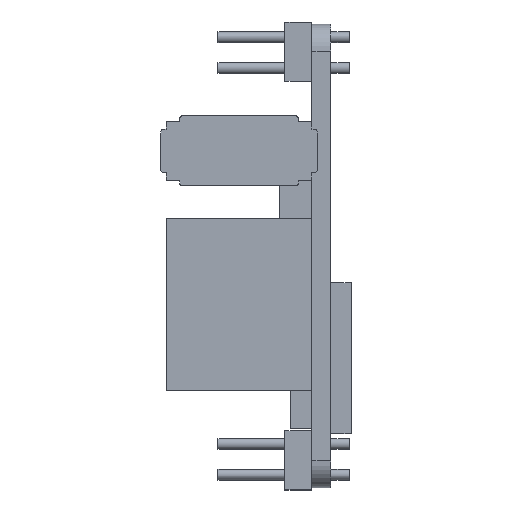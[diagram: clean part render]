
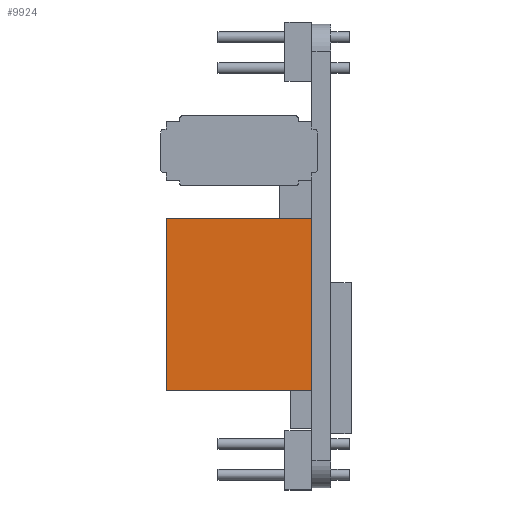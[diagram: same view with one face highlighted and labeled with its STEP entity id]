
A CAD part, left-side view. The second image highlights one B-rep face of the part: STEP entity #9924.
In plain terms, the highlighted planar face has unit normal (-1, 0, 0).
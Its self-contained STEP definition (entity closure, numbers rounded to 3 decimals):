
#168 = CARTESIAN_POINT ( 'NONE',  ( -4.5, 1.75, -18. ) ) ;
#1128 = CARTESIAN_POINT ( 'NONE',  ( -4.5, 15.25, -34. ) ) ;
#2401 = DIRECTION ( 'NONE',  ( 0., 0., 1. ) ) ;
#3865 = ORIENTED_EDGE ( 'NONE', *, *, #9188, .F. ) ;
#4341 = CARTESIAN_POINT ( 'NONE',  ( -4.5, 15.25, -18. ) ) ;
#4449 = ORIENTED_EDGE ( 'NONE', *, *, #9595, .T. ) ;
#4751 = LINE ( 'NONE', #8852, #13802 ) ;
#5148 = VERTEX_POINT ( 'NONE', #1128 ) ;
#5765 = LINE ( 'NONE', #15579, #14705 ) ;
#6287 = LINE ( 'NONE', #11947, #7750 ) ;
#6307 = DIRECTION ( 'NONE',  ( 1., 0., 0. ) ) ;
#6495 = DIRECTION ( 'NONE',  ( 0., 0., -1. ) ) ;
#6566 = CARTESIAN_POINT ( 'NONE',  ( -4.5, 1.75, -34. ) ) ;
#7093 = AXIS2_PLACEMENT_3D ( 'NONE', #11871, #6307, #6495 ) ;
#7428 = VERTEX_POINT ( 'NONE', #7661 ) ;
#7661 = CARTESIAN_POINT ( 'NONE',  ( -4.5, 1.75, -34. ) ) ;
#7750 = VECTOR ( 'NONE', #17560, 1000. ) ;
#8562 = DIRECTION ( 'NONE',  ( 0., 0., 1. ) ) ;
#8852 = CARTESIAN_POINT ( 'NONE',  ( -4.5, 15.25, -18. ) ) ;
#9146 = VECTOR ( 'NONE', #2401, 1000. ) ;
#9188 = EDGE_CURVE ( 'NONE', #5148, #13176, #5765, .T. ) ;
#9595 = EDGE_CURVE ( 'NONE', #7428, #14016, #15082, .T. ) ;
#9645 = ORIENTED_EDGE ( 'NONE', *, *, #15126, .F. ) ;
#9924 = ADVANCED_FACE ( 'NONE', ( #10493 ), #10676, .F. ) ;
#10417 = EDGE_LOOP ( 'NONE', ( #4449, #9645, #3865, #11331 ) ) ;
#10493 = FACE_OUTER_BOUND ( 'NONE', #10417, .T. ) ;
#10676 = PLANE ( 'NONE',  #7093 ) ;
#11331 = ORIENTED_EDGE ( 'NONE', *, *, #11420, .T. ) ;
#11420 = EDGE_CURVE ( 'NONE', #5148, #7428, #6287, .T. ) ;
#11535 = DIRECTION ( 'NONE',  ( 0., -1., 0. ) ) ;
#11871 = CARTESIAN_POINT ( 'NONE',  ( -4.5, 15.25, -34. ) ) ;
#11947 = CARTESIAN_POINT ( 'NONE',  ( -4.5, 15.25, -34. ) ) ;
#13176 = VERTEX_POINT ( 'NONE', #4341 ) ;
#13802 = VECTOR ( 'NONE', #11535, 1000. ) ;
#14016 = VERTEX_POINT ( 'NONE', #168 ) ;
#14705 = VECTOR ( 'NONE', #8562, 1000. ) ;
#15082 = LINE ( 'NONE', #6566, #9146 ) ;
#15126 = EDGE_CURVE ( 'NONE', #13176, #14016, #4751, .T. ) ;
#15579 = CARTESIAN_POINT ( 'NONE',  ( -4.5, 15.25, -34. ) ) ;
#17560 = DIRECTION ( 'NONE',  ( 0., -1., 0. ) ) ;
